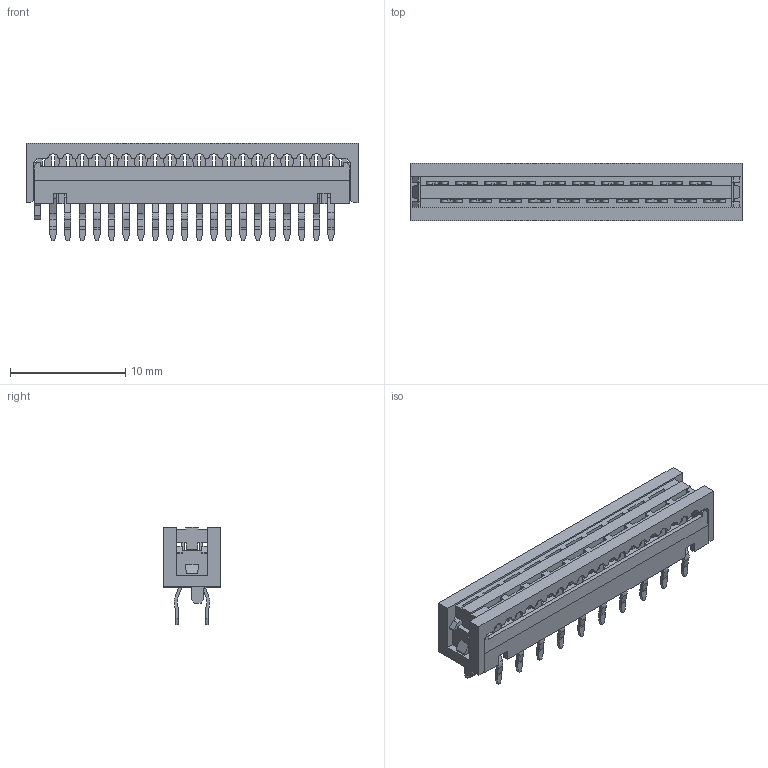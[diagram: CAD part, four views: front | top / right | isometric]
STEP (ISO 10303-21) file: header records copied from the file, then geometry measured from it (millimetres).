
FILE_DESCRIPTION(/* description */ ('Unknown'),/* implementation_level */ '2;1');
FILE_NAME(/* name */ 'J_Wurth_WR-MM_690207102072',/* time_stamp */ '2025-05-26T17:41:05+08:00',/* author */ ('Unknown'),/* organization */ ('Unknown'),/* preprocessor_version */ 'ST-DEVELOPER v19.4',/* originating_system */ 'Solid Edge',/* authorisation */ 'Unknown');
FILE_SCHEMA (('AUTOMOTIVE_DESIGN {1 0 10303 214 3 1 1}'));
Length unit declared in the file: millimetre
Products named in the file (2): J_Wurth_WR-MM_690207102072
Assembly tree (1 placements, depth 2):
  J_Wurth_WR-MM_690207102072
    J_Wurth_WR-MM_690207102072
Bounding box: 28.83 x 5 x 8.45 mm (x, y, z)
Volume: 421.4 mm3; surface area: 1768.9 mm2
Topology: 22 solids, 22 shells, 1482 faces, 4428 edges, 2924 vertices
Faces by surface type: plane 1038, cylinder 444
Entity records: 49871 total; most frequent: ORIENTED_EDGE 8856, CARTESIAN_POINT 8836, DIRECTION 8284, EDGE_CURVE 4428, LINE 3540, VECTOR 3540, VERTEX_POINT 2924, AXIS2_PLACEMENT_3D 2372
